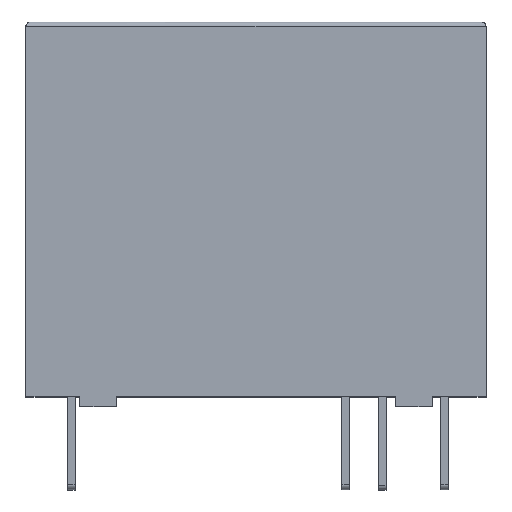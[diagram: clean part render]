
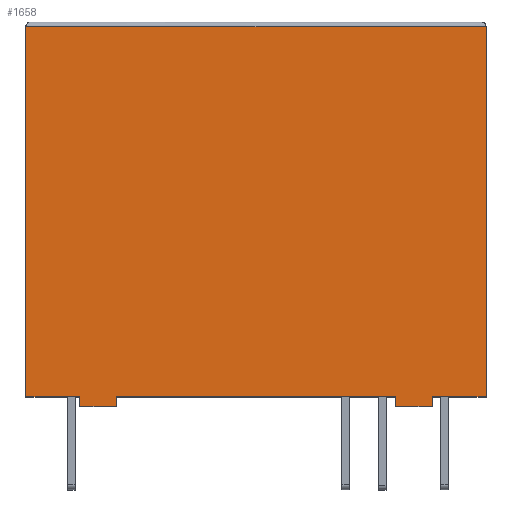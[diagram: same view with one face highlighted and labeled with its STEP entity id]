
A CAD part, top view. The second image highlights one B-rep face of the part: STEP entity #1658.
In plain terms, the highlighted planar face has unit normal (0, 0, 1).
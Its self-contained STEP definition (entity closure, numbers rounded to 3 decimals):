
#1 = LINE ( 'NONE', #1488, #89 ) ;
#7 = CARTESIAN_POINT ( 'NONE',  ( 0., 0., 10.6 ) ) ;
#10 = CARTESIAN_POINT ( 'NONE',  ( 0., 15.1, 10.6 ) ) ;
#45 = EDGE_CURVE ( 'NONE', #1264, #1986, #970, .T. ) ;
#89 = VECTOR ( 'NONE', #1265, 1000. ) ;
#91 = ORIENTED_EDGE ( 'NONE', *, *, #678, .T. ) ;
#134 = DIRECTION ( 'NONE',  ( 1., 0., 0. ) ) ;
#170 = DIRECTION ( 'NONE',  ( 0., -1., 0. ) ) ;
#206 = VERTEX_POINT ( 'NONE', #1036 ) ;
#223 = LINE ( 'NONE', #7, #961 ) ;
#281 = VECTOR ( 'NONE', #966, 1000. ) ;
#291 = VERTEX_POINT ( 'NONE', #428 ) ;
#309 = VERTEX_POINT ( 'NONE', #383 ) ;
#342 = ORIENTED_EDGE ( 'NONE', *, *, #979, .T. ) ;
#346 = CARTESIAN_POINT ( 'NONE',  ( 16.6, -0.4, 10.6 ) ) ;
#352 = CARTESIAN_POINT ( 'NONE',  ( 3.7, -0.4, 10.6 ) ) ;
#378 = CARTESIAN_POINT ( 'NONE',  ( 15.1, 0., 10.6 ) ) ;
#383 = CARTESIAN_POINT ( 'NONE',  ( 16.6, -0.4, 10.6 ) ) ;
#428 = CARTESIAN_POINT ( 'NONE',  ( 15.1, 0., 10.6 ) ) ;
#430 = VECTOR ( 'NONE', #1091, 1000. ) ;
#452 = VECTOR ( 'NONE', #1593, 1000. ) ;
#475 = EDGE_CURVE ( 'NONE', #1057, #2139, #223, .T. ) ;
#477 = EDGE_CURVE ( 'NONE', #2139, #206, #1492, .T. ) ;
#504 = EDGE_LOOP ( 'NONE', ( #640, #732, #1576, #2081, #755, #2028, #956, #342, #1581, #1624, #91, #1875 ) ) ;
#517 = PLANE ( 'NONE',  #590 ) ;
#523 = DIRECTION ( 'NONE',  ( 1., 0., 0. ) ) ;
#528 = LINE ( 'NONE', #1809, #452 ) ;
#590 = AXIS2_PLACEMENT_3D ( 'NONE', #1794, #1584, #1350 ) ;
#596 = LINE ( 'NONE', #378, #2074 ) ;
#635 = FACE_OUTER_BOUND ( 'NONE', #504, .T. ) ;
#640 = ORIENTED_EDGE ( 'NONE', *, *, #1742, .T. ) ;
#643 = VERTEX_POINT ( 'NONE', #872 ) ;
#660 = CARTESIAN_POINT ( 'NONE',  ( 16.6, 0., 10.6 ) ) ;
#670 = EDGE_CURVE ( 'NONE', #291, #2002, #596, .T. ) ;
#678 = EDGE_CURVE ( 'NONE', #309, #1264, #1387, .T. ) ;
#732 = ORIENTED_EDGE ( 'NONE', *, *, #1969, .T. ) ;
#746 = CARTESIAN_POINT ( 'NONE',  ( 16.6, 0., 10.6 ) ) ;
#755 = ORIENTED_EDGE ( 'NONE', *, *, #2140, .T. ) ;
#836 = LINE ( 'NONE', #346, #867 ) ;
#867 = VECTOR ( 'NONE', #134, 1000. ) ;
#872 = CARTESIAN_POINT ( 'NONE',  ( 18.8, 15.1, 10.6 ) ) ;
#882 = DIRECTION ( 'NONE',  ( 1., 0., 0. ) ) ;
#946 = DIRECTION ( 'NONE',  ( 0., 1., 0. ) ) ;
#956 = ORIENTED_EDGE ( 'NONE', *, *, #1802, .T. ) ;
#961 = VECTOR ( 'NONE', #1944, 1000. ) ;
#966 = DIRECTION ( 'NONE',  ( -1., 0., 0. ) ) ;
#970 = LINE ( 'NONE', #746, #1098 ) ;
#979 = EDGE_CURVE ( 'NONE', #1537, #291, #1667, .T. ) ;
#1008 = DIRECTION ( 'NONE',  ( 1., 0., 0. ) ) ;
#1036 = CARTESIAN_POINT ( 'NONE',  ( 2.2, 0., 10.6 ) ) ;
#1049 = DIRECTION ( 'NONE',  ( 1., 0., 0. ) ) ;
#1057 = VERTEX_POINT ( 'NONE', #10 ) ;
#1068 = VECTOR ( 'NONE', #882, 1000. ) ;
#1091 = DIRECTION ( 'NONE',  ( 0., 1., 0. ) ) ;
#1098 = VECTOR ( 'NONE', #523, 1000. ) ;
#1102 = CARTESIAN_POINT ( 'NONE',  ( 2.2, -0.4, 10.6 ) ) ;
#1134 = VECTOR ( 'NONE', #1049, 1000. ) ;
#1163 = CARTESIAN_POINT ( 'NONE',  ( 16.6, 0., 10.6 ) ) ;
#1173 = CARTESIAN_POINT ( 'NONE',  ( 3.7, 0., 10.6 ) ) ;
#1186 = CARTESIAN_POINT ( 'NONE',  ( 0., 15.1, 10.6 ) ) ;
#1234 = EDGE_CURVE ( 'NONE', #1562, #1945, #1322, .T. ) ;
#1236 = CARTESIAN_POINT ( 'NONE',  ( 3.7, 0., 10.6 ) ) ;
#1264 = VERTEX_POINT ( 'NONE', #660 ) ;
#1265 = DIRECTION ( 'NONE',  ( 0., -1., 0. ) ) ;
#1269 = CARTESIAN_POINT ( 'NONE',  ( 0., 0., 10.6 ) ) ;
#1312 = CARTESIAN_POINT ( 'NONE',  ( 3.7, 0., 10.6 ) ) ;
#1322 = LINE ( 'NONE', #1102, #1068 ) ;
#1350 = DIRECTION ( 'NONE',  ( -1., 0., 0. ) ) ;
#1377 = EDGE_CURVE ( 'NONE', #2002, #309, #836, .T. ) ;
#1387 = LINE ( 'NONE', #1163, #2027 ) ;
#1406 = LINE ( 'NONE', #1186, #281 ) ;
#1488 = CARTESIAN_POINT ( 'NONE',  ( 2.2, 0., 10.6 ) ) ;
#1492 = LINE ( 'NONE', #1269, #1134 ) ;
#1529 = VECTOR ( 'NONE', #1008, 1000. ) ;
#1537 = VERTEX_POINT ( 'NONE', #1173 ) ;
#1540 = LINE ( 'NONE', #1312, #430 ) ;
#1562 = VERTEX_POINT ( 'NONE', #1736 ) ;
#1576 = ORIENTED_EDGE ( 'NONE', *, *, #475, .T. ) ;
#1581 = ORIENTED_EDGE ( 'NONE', *, *, #670, .T. ) ;
#1583 = CARTESIAN_POINT ( 'NONE',  ( 18.8, 0., 10.6 ) ) ;
#1584 = DIRECTION ( 'NONE',  ( 0., 0., -1. ) ) ;
#1593 = DIRECTION ( 'NONE',  ( 0., 1., 0. ) ) ;
#1624 = ORIENTED_EDGE ( 'NONE', *, *, #1377, .T. ) ;
#1658 = ADVANCED_FACE ( 'NONE', ( #635 ), #517, .F. ) ;
#1667 = LINE ( 'NONE', #1236, #1529 ) ;
#1704 = CARTESIAN_POINT ( 'NONE',  ( 0., 0., 10.6 ) ) ;
#1736 = CARTESIAN_POINT ( 'NONE',  ( 2.2, -0.4, 10.6 ) ) ;
#1742 = EDGE_CURVE ( 'NONE', #1986, #643, #528, .T. ) ;
#1794 = CARTESIAN_POINT ( 'NONE',  ( 0., 0., 10.6 ) ) ;
#1802 = EDGE_CURVE ( 'NONE', #1945, #1537, #1540, .T. ) ;
#1809 = CARTESIAN_POINT ( 'NONE',  ( 18.8, 0., 10.6 ) ) ;
#1875 = ORIENTED_EDGE ( 'NONE', *, *, #45, .T. ) ;
#1944 = DIRECTION ( 'NONE',  ( 0., -1., 0. ) ) ;
#1945 = VERTEX_POINT ( 'NONE', #352 ) ;
#1969 = EDGE_CURVE ( 'NONE', #643, #1057, #1406, .T. ) ;
#1977 = CARTESIAN_POINT ( 'NONE',  ( 15.1, -0.4, 10.6 ) ) ;
#1986 = VERTEX_POINT ( 'NONE', #1583 ) ;
#2002 = VERTEX_POINT ( 'NONE', #1977 ) ;
#2027 = VECTOR ( 'NONE', #946, 1000. ) ;
#2028 = ORIENTED_EDGE ( 'NONE', *, *, #1234, .T. ) ;
#2074 = VECTOR ( 'NONE', #170, 1000. ) ;
#2081 = ORIENTED_EDGE ( 'NONE', *, *, #477, .T. ) ;
#2139 = VERTEX_POINT ( 'NONE', #1704 ) ;
#2140 = EDGE_CURVE ( 'NONE', #206, #1562, #1, .T. ) ;
